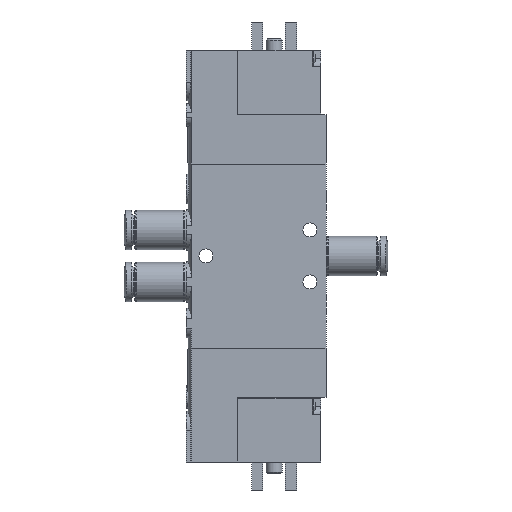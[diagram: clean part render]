
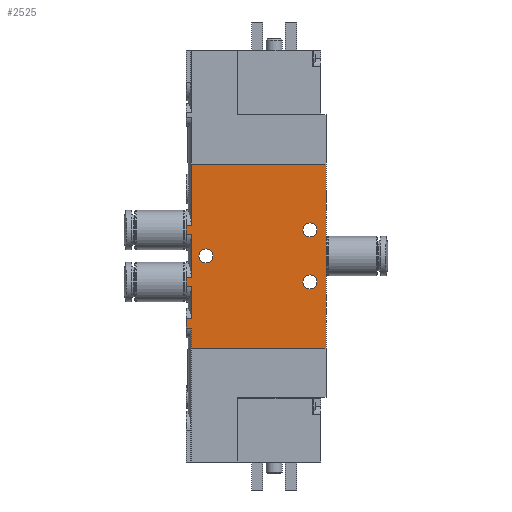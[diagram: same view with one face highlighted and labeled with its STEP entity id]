
A CAD part, left-side view. The second image highlights one B-rep face of the part: STEP entity #2525.
In plain terms, the highlighted face is planar.
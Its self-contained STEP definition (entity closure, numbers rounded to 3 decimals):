
#88=PLANE('',#2979);
#220=CIRCLE('',#2967,1.75);
#222=CIRCLE('',#2970,1.75);
#227=CIRCLE('',#2980,1.75);
#416=ORIENTED_EDGE('',*,*,#1047,.T.);
#417=ORIENTED_EDGE('',*,*,#1084,.T.);
#418=ORIENTED_EDGE('',*,*,#1076,.F.);
#419=ORIENTED_EDGE('',*,*,#1036,.T.);
#420=ORIENTED_EDGE('',*,*,#1049,.T.);
#421=ORIENTED_EDGE('',*,*,#1038,.T.);
#422=ORIENTED_EDGE('',*,*,#1079,.F.);
#423=ORIENTED_EDGE('',*,*,#1028,.T.);
#424=ORIENTED_EDGE('',*,*,#1052,.T.);
#425=ORIENTED_EDGE('',*,*,#1030,.T.);
#426=ORIENTED_EDGE('',*,*,#1071,.F.);
#427=ORIENTED_EDGE('',*,*,#1061,.T.);
#428=ORIENTED_EDGE('',*,*,#1065,.T.);
#429=ORIENTED_EDGE('',*,*,#1063,.T.);
#430=ORIENTED_EDGE('',*,*,#1074,.F.);
#431=ORIENTED_EDGE('',*,*,#1085,.F.);
#432=ORIENTED_EDGE('',*,*,#1069,.F.);
#433=ORIENTED_EDGE('',*,*,#1067,.F.);
#434=ORIENTED_EDGE('',*,*,#1086,.F.);
#1028=EDGE_CURVE('',#1377,#1376,#1623,.F.);
#1030=EDGE_CURVE('',#1378,#1379,#1624,.T.);
#1036=EDGE_CURVE('',#1385,#1384,#1627,.F.);
#1038=EDGE_CURVE('',#1386,#1387,#1628,.T.);
#1047=EDGE_CURVE('',#1396,#1395,#1632,.T.);
#1049=EDGE_CURVE('',#1384,#1386,#1634,.T.);
#1052=EDGE_CURVE('',#1376,#1378,#1636,.T.);
#1061=EDGE_CURVE('',#1404,#1405,#1641,.F.);
#1063=EDGE_CURVE('',#1407,#1406,#1642,.T.);
#1065=EDGE_CURVE('',#1405,#1407,#1643,.T.);
#1067=EDGE_CURVE('',#1409,#1409,#220,.F.);
#1069=EDGE_CURVE('',#1411,#1411,#222,.F.);
#1071=EDGE_CURVE('',#1404,#1379,#1644,.T.);
#1074=EDGE_CURVE('',#1414,#1406,#1646,.T.);
#1076=EDGE_CURVE('',#1385,#1415,#1648,.T.);
#1079=EDGE_CURVE('',#1377,#1387,#1650,.T.);
#1084=EDGE_CURVE('',#1395,#1415,#1654,.T.);
#1085=EDGE_CURVE('',#1396,#1414,#1655,.T.);
#1086=EDGE_CURVE('',#1418,#1418,#227,.F.);
#1376=VERTEX_POINT('',#4015);
#1377=VERTEX_POINT('',#4017);
#1378=VERTEX_POINT('',#4027);
#1379=VERTEX_POINT('',#4028);
#1384=VERTEX_POINT('',#4045);
#1385=VERTEX_POINT('',#4047);
#1386=VERTEX_POINT('',#4057);
#1387=VERTEX_POINT('',#4058);
#1395=VERTEX_POINT('',#4081);
#1396=VERTEX_POINT('',#4083);
#1404=VERTEX_POINT('',#4120);
#1405=VERTEX_POINT('',#4121);
#1406=VERTEX_POINT('',#4133);
#1407=VERTEX_POINT('',#4135);
#1409=VERTEX_POINT('',#4143);
#1411=VERTEX_POINT('',#4148);
#1414=VERTEX_POINT('',#4156);
#1415=VERTEX_POINT('',#4161);
#1418=VERTEX_POINT('',#4177);
#1623=LINE('',#4016,#1794);
#1624=LINE('',#4026,#1795);
#1627=LINE('',#4046,#1798);
#1628=LINE('',#4056,#1799);
#1632=LINE('',#4082,#1803);
#1634=LINE('',#4086,#1805);
#1636=LINE('',#4091,#1807);
#1641=LINE('',#4119,#1812);
#1642=LINE('',#4134,#1813);
#1643=LINE('',#4138,#1814);
#1644=LINE('',#4152,#1815);
#1646=LINE('',#4157,#1817);
#1648=LINE('',#4160,#1819);
#1650=LINE('',#4166,#1821);
#1654=LINE('',#4174,#1825);
#1655=LINE('',#4175,#1826);
#1794=VECTOR('',#3247,1000.);
#1795=VECTOR('',#3250,1000.);
#1798=VECTOR('',#3259,1000.);
#1799=VECTOR('',#3262,1000.);
#1803=VECTOR('',#3276,1000.);
#1805=VECTOR('',#3280,1000.);
#1807=VECTOR('',#3286,1000.);
#1812=VECTOR('',#3303,1000.);
#1813=VECTOR('',#3304,1000.);
#1814=VECTOR('',#3309,1000.);
#1815=VECTOR('',#3326,1000.);
#1817=VECTOR('',#3330,1000.);
#1819=VECTOR('',#3334,1000.);
#1821=VECTOR('',#3340,1000.);
#1825=VECTOR('',#3350,1000.);
#1826=VECTOR('',#3351,1000.);
#1993=EDGE_LOOP('',(#416,#417,#418,#419,#420,#421,#422,#423,#424,#425,#426,
#427,#428,#429,#430,#431));
#1994=EDGE_LOOP('',(#432));
#1995=EDGE_LOOP('',(#433));
#1996=EDGE_LOOP('',(#434));
#2233=FACE_BOUND('',#1993,.T.);
#2234=FACE_BOUND('',#1994,.T.);
#2235=FACE_BOUND('',#1995,.T.);
#2236=FACE_BOUND('',#1996,.T.);
#2525=ADVANCED_FACE('',(#2233,#2234,#2235,#2236),#88,.F.);
#2967=AXIS2_PLACEMENT_3D('',#4142,#3314,#3315);
#2970=AXIS2_PLACEMENT_3D('',#4147,#3320,#3321);
#2979=AXIS2_PLACEMENT_3D('',#4173,#3348,#3349);
#2980=AXIS2_PLACEMENT_3D('',#4176,#3352,#3353);
#3247=DIRECTION('',(0.,-1.,0.));
#3250=DIRECTION('',(0.,-1.,0.));
#3259=DIRECTION('',(0.,-1.,0.));
#3262=DIRECTION('',(0.,-1.,0.));
#3276=DIRECTION('',(-1.,0.,0.));
#3280=DIRECTION('',(1.,0.,0.));
#3286=DIRECTION('',(1.,0.,0.));
#3303=DIRECTION('',(0.,-1.,0.));
#3304=DIRECTION('',(0.,-1.,0.));
#3309=DIRECTION('',(1.,0.,0.));
#3314=DIRECTION('',(0.,0.,1.));
#3315=DIRECTION('',(1.,0.,0.));
#3320=DIRECTION('',(0.,0.,1.));
#3321=DIRECTION('',(1.,0.,0.));
#3326=DIRECTION('',(-1.,0.,0.));
#3330=DIRECTION('',(-1.,0.,0.));
#3334=DIRECTION('',(-1.,0.,0.));
#3340=DIRECTION('',(-1.,0.,0.));
#3348=DIRECTION('',(0.,0.,1.));
#3349=DIRECTION('',(1.,0.,0.));
#3350=DIRECTION('',(0.,1.,0.));
#3351=DIRECTION('',(0.,1.,0.));
#3352=DIRECTION('',(0.,0.,1.));
#3353=DIRECTION('',(1.,0.,0.));
#4015=CARTESIAN_POINT('',(28.495,35.,-5.));
#4016=CARTESIAN_POINT('',(28.495,0.,-5.));
#4017=CARTESIAN_POINT('',(28.495,33.642,-5.));
#4026=CARTESIAN_POINT('',(30.505,0.,-5.));
#4027=CARTESIAN_POINT('',(30.505,35.,-5.));
#4028=CARTESIAN_POINT('',(30.505,33.642,-5.));
#4045=CARTESIAN_POINT('',(15.495,35.,-5.));
#4046=CARTESIAN_POINT('',(15.495,0.,-5.));
#4047=CARTESIAN_POINT('',(15.495,33.642,-5.));
#4056=CARTESIAN_POINT('',(17.505,0.,-5.));
#4057=CARTESIAN_POINT('',(17.505,35.,-5.));
#4058=CARTESIAN_POINT('',(17.505,33.642,-5.));
#4081=CARTESIAN_POINT('',(0.,0.,-5.));
#4082=CARTESIAN_POINT('',(46.,0.,-5.));
#4083=CARTESIAN_POINT('',(46.,0.,-5.));
#4086=CARTESIAN_POINT('',(16.5,35.,-5.));
#4091=CARTESIAN_POINT('',(29.5,35.,-5.));
#4119=CARTESIAN_POINT('',(38.6,0.,-5.));
#4120=CARTESIAN_POINT('',(38.6,33.642,-5.));
#4121=CARTESIAN_POINT('',(38.6,35.,-5.));
#4133=CARTESIAN_POINT('',(41.,33.642,-5.));
#4134=CARTESIAN_POINT('',(41.,0.,-5.));
#4135=CARTESIAN_POINT('',(41.,35.,-5.));
#4138=CARTESIAN_POINT('',(39.8,35.,-5.));
#4142=CARTESIAN_POINT('',(16.5,4.,-5.));
#4143=CARTESIAN_POINT('',(18.25,4.,-5.));
#4147=CARTESIAN_POINT('',(29.5,4.,-5.));
#4148=CARTESIAN_POINT('',(31.25,4.,-5.));
#4152=CARTESIAN_POINT('',(46.,33.642,-5.));
#4156=CARTESIAN_POINT('',(46.,33.642,-5.));
#4157=CARTESIAN_POINT('',(46.,33.642,-5.));
#4160=CARTESIAN_POINT('',(46.,33.642,-5.));
#4161=CARTESIAN_POINT('',(0.,33.642,-5.));
#4166=CARTESIAN_POINT('',(46.,33.642,-5.));
#4173=CARTESIAN_POINT('',(46.,0.,-5.));
#4174=CARTESIAN_POINT('',(0.,0.,-5.));
#4175=CARTESIAN_POINT('',(46.,0.,-5.));
#4176=CARTESIAN_POINT('',(23.,30.,-5.));
#4177=CARTESIAN_POINT('',(24.75,30.,-5.));
